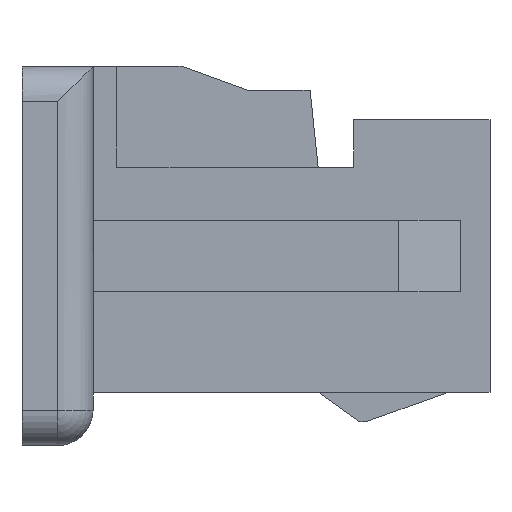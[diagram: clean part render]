
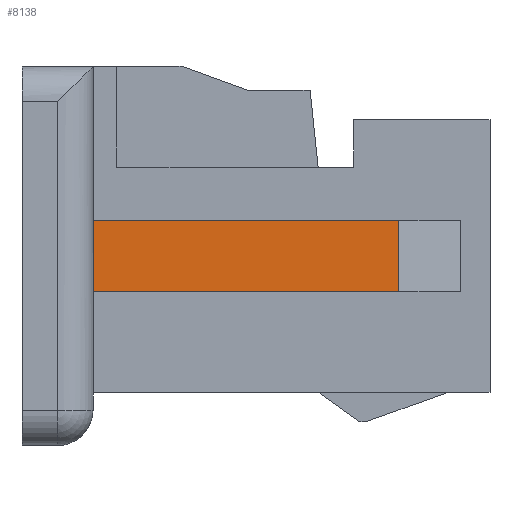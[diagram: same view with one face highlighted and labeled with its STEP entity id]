
A CAD part, left-side view. The second image highlights one B-rep face of the part: STEP entity #8138.
In plain terms, the highlighted planar face has unit normal (-1, 0, 0).
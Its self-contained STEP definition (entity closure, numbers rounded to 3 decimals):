
#2708 = PLANE('',#2709);
#2709 = AXIS2_PLACEMENT_3D('',#2710,#2711,#2712);
#2710 = CARTESIAN_POINT('',(2.725,1.375,-1.6));
#2711 = DIRECTION('',(0.,-1.,0.));
#2712 = DIRECTION('',(1.,0.,0.));
#7080 = VERTEX_POINT('',#7081);
#7081 = CARTESIAN_POINT('',(-3.025,1.375,0.3));
#7095 = PLANE('',#7096);
#7096 = AXIS2_PLACEMENT_3D('',#7097,#7098,#7099);
#7097 = CARTESIAN_POINT('',(0.,0.,0.3));
#7098 = DIRECTION('',(0.,0.,1.));
#7099 = DIRECTION('',(1.,0.,0.));
#7107 = EDGE_CURVE('',#7080,#7108,#7110,.T.);
#7108 = VERTEX_POINT('',#7109);
#7109 = CARTESIAN_POINT('',(-3.025,1.375,-0.3));
#7110 = SURFACE_CURVE('',#7111,(#7115,#7122),.PCURVE_S1.);
#7111 = LINE('',#7112,#7113);
#7112 = CARTESIAN_POINT('',(-3.025,1.375,0.3));
#7113 = VECTOR('',#7114,1.);
#7114 = DIRECTION('',(0.,0.,-1.));
#7115 = PCURVE('',#2708,#7116);
#7116 = DEFINITIONAL_REPRESENTATION('',(#7117),#7121);
#7117 = LINE('',#7118,#7119);
#7118 = CARTESIAN_POINT('',(-5.75,1.9));
#7119 = VECTOR('',#7120,1.);
#7120 = DIRECTION('',(0.,-1.));
#7121 = ( GEOMETRIC_REPRESENTATION_CONTEXT(2) 
PARAMETRIC_REPRESENTATION_CONTEXT() REPRESENTATION_CONTEXT('2D SPACE',''
  ) );
#7122 = PCURVE('',#7123,#7128);
#7123 = PLANE('',#7124);
#7124 = AXIS2_PLACEMENT_3D('',#7125,#7126,#7127);
#7125 = CARTESIAN_POINT('',(-3.025,1.375,-0.3));
#7126 = DIRECTION('',(-1.,0.,0.));
#7127 = DIRECTION('',(0.,-1.,0.));
#7128 = DEFINITIONAL_REPRESENTATION('',(#7129),#7133);
#7129 = LINE('',#7130,#7131);
#7130 = CARTESIAN_POINT('',(0.,0.6));
#7131 = VECTOR('',#7132,1.);
#7132 = DIRECTION('',(0.,-1.));
#7133 = ( GEOMETRIC_REPRESENTATION_CONTEXT(2) 
PARAMETRIC_REPRESENTATION_CONTEXT() REPRESENTATION_CONTEXT('2D SPACE',''
  ) );
#7151 = PLANE('',#7152);
#7152 = AXIS2_PLACEMENT_3D('',#7153,#7154,#7155);
#7153 = CARTESIAN_POINT('',(0.,0.,-0.3));
#7154 = DIRECTION('',(0.,0.,1.));
#7155 = DIRECTION('',(1.,0.,0.));
#7981 = PLANE('',#7982);
#7982 = AXIS2_PLACEMENT_3D('',#7983,#7984,#7985);
#7983 = CARTESIAN_POINT('',(-3.025,-1.205,-0.3));
#7984 = DIRECTION('',(-0.866,-0.5,0.));
#7985 = DIRECTION('',(0.5,-0.866,0.));
#8095 = EDGE_CURVE('',#8096,#7108,#8098,.T.);
#8096 = VERTEX_POINT('',#8097);
#8097 = CARTESIAN_POINT('',(-3.025,-1.205,-0.3));
#8098 = SURFACE_CURVE('',#8099,(#8103,#8110),.PCURVE_S1.);
#8099 = LINE('',#8100,#8101);
#8100 = CARTESIAN_POINT('',(-3.025,-1.205,-0.3));
#8101 = VECTOR('',#8102,1.);
#8102 = DIRECTION('',(0.,1.,0.));
#8103 = PCURVE('',#7151,#8104);
#8104 = DEFINITIONAL_REPRESENTATION('',(#8105),#8109);
#8105 = LINE('',#8106,#8107);
#8106 = CARTESIAN_POINT('',(-3.025,-1.205));
#8107 = VECTOR('',#8108,1.);
#8108 = DIRECTION('',(0.,1.));
#8109 = ( GEOMETRIC_REPRESENTATION_CONTEXT(2) 
PARAMETRIC_REPRESENTATION_CONTEXT() REPRESENTATION_CONTEXT('2D SPACE',''
  ) );
#8110 = PCURVE('',#7123,#8111);
#8111 = DEFINITIONAL_REPRESENTATION('',(#8112),#8116);
#8112 = LINE('',#8113,#8114);
#8113 = CARTESIAN_POINT('',(2.58,0.));
#8114 = VECTOR('',#8115,1.);
#8115 = DIRECTION('',(-1.,0.));
#8116 = ( GEOMETRIC_REPRESENTATION_CONTEXT(2) 
PARAMETRIC_REPRESENTATION_CONTEXT() REPRESENTATION_CONTEXT('2D SPACE',''
  ) );
#8138 = ADVANCED_FACE('',(#8139),#7123,.T.);
#8139 = FACE_BOUND('',#8140,.F.);
#8140 = EDGE_LOOP('',(#8141,#8142,#8143,#8166));
#8141 = ORIENTED_EDGE('',*,*,#8095,.T.);
#8142 = ORIENTED_EDGE('',*,*,#7107,.F.);
#8143 = ORIENTED_EDGE('',*,*,#8144,.F.);
#8144 = EDGE_CURVE('',#8145,#7080,#8147,.T.);
#8145 = VERTEX_POINT('',#8146);
#8146 = CARTESIAN_POINT('',(-3.025,-1.205,0.3));
#8147 = SURFACE_CURVE('',#8148,(#8152,#8159),.PCURVE_S1.);
#8148 = LINE('',#8149,#8150);
#8149 = CARTESIAN_POINT('',(-3.025,-1.205,0.3));
#8150 = VECTOR('',#8151,1.);
#8151 = DIRECTION('',(0.,1.,0.));
#8152 = PCURVE('',#7123,#8153);
#8153 = DEFINITIONAL_REPRESENTATION('',(#8154),#8158);
#8154 = LINE('',#8155,#8156);
#8155 = CARTESIAN_POINT('',(2.58,0.6));
#8156 = VECTOR('',#8157,1.);
#8157 = DIRECTION('',(-1.,0.));
#8158 = ( GEOMETRIC_REPRESENTATION_CONTEXT(2) 
PARAMETRIC_REPRESENTATION_CONTEXT() REPRESENTATION_CONTEXT('2D SPACE',''
  ) );
#8159 = PCURVE('',#7095,#8160);
#8160 = DEFINITIONAL_REPRESENTATION('',(#8161),#8165);
#8161 = LINE('',#8162,#8163);
#8162 = CARTESIAN_POINT('',(-3.025,-1.205));
#8163 = VECTOR('',#8164,1.);
#8164 = DIRECTION('',(0.,1.));
#8165 = ( GEOMETRIC_REPRESENTATION_CONTEXT(2) 
PARAMETRIC_REPRESENTATION_CONTEXT() REPRESENTATION_CONTEXT('2D SPACE',''
  ) );
#8166 = ORIENTED_EDGE('',*,*,#8167,.T.);
#8167 = EDGE_CURVE('',#8145,#8096,#8168,.T.);
#8168 = SURFACE_CURVE('',#8169,(#8173,#8180),.PCURVE_S1.);
#8169 = LINE('',#8170,#8171);
#8170 = CARTESIAN_POINT('',(-3.025,-1.205,0.3));
#8171 = VECTOR('',#8172,1.);
#8172 = DIRECTION('',(0.,0.,-1.));
#8173 = PCURVE('',#7123,#8174);
#8174 = DEFINITIONAL_REPRESENTATION('',(#8175),#8179);
#8175 = LINE('',#8176,#8177);
#8176 = CARTESIAN_POINT('',(2.58,0.6));
#8177 = VECTOR('',#8178,1.);
#8178 = DIRECTION('',(0.,-1.));
#8179 = ( GEOMETRIC_REPRESENTATION_CONTEXT(2) 
PARAMETRIC_REPRESENTATION_CONTEXT() REPRESENTATION_CONTEXT('2D SPACE',''
  ) );
#8180 = PCURVE('',#7981,#8181);
#8181 = DEFINITIONAL_REPRESENTATION('',(#8182),#8186);
#8182 = LINE('',#8183,#8184);
#8183 = CARTESIAN_POINT('',(0.,0.6));
#8184 = VECTOR('',#8185,1.);
#8185 = DIRECTION('',(0.,-1.));
#8186 = ( GEOMETRIC_REPRESENTATION_CONTEXT(2) 
PARAMETRIC_REPRESENTATION_CONTEXT() REPRESENTATION_CONTEXT('2D SPACE',''
  ) );
